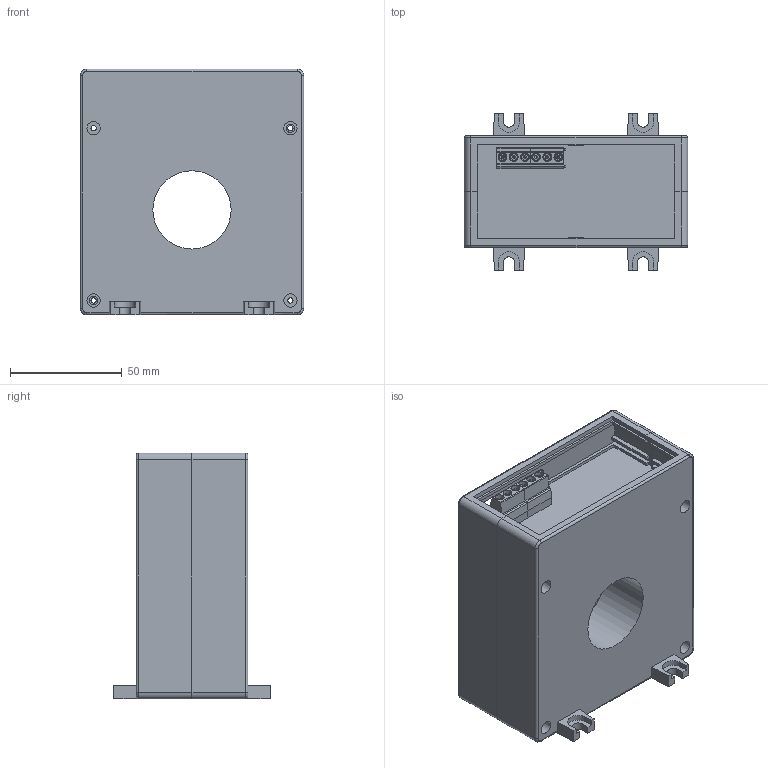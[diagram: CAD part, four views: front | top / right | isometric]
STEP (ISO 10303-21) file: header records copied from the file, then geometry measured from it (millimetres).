
FILE_DESCRIPTION(/* description */ (''),/* implementation_level */ '2;1');
FILE_NAME(/* name */ 'FILE_STP_CAD_DRAWING_3D_RTB035_prt.stp',/* time_stamp */ '2024-04-22T08:43:53+02:00',/* author */ (''),/* organization */ (''),/* preprocessor_version */ 'ST-DEVELOPER v16.7',/* originating_system */ 'SIEMENS PLM Software NX 12.0',/* authorisation */ '');
FILE_SCHEMA (('AUTOMOTIVE_DESIGN { 1 0 10303 214 3 1 1 1 }'));
Length unit declared in the file: millimetre
Products named in the file (1): 3D_RTB035
Bounding box: 100 x 70 x 110 mm (x, y, z)
Surface area: 67388.6 mm2 (no closed solid volume)
Topology: 0 solids, 24 shells, 358 faces, 1457 edges, 1099 vertices
Faces by surface type: plane 276, cylinder 56, torus 20, cone 6
Full cylindrical faces by diameter (mm): 4 x6, 6 x8, 35 x2, 38 x2
Entity records: 16052 total; most frequent: CARTESIAN_POINT 4176, DIRECTION 2286, ORIENTED_EDGE 2072, EDGE_CURVE 1433, LINE 1192, VECTOR 1192, VERTEX_POINT 1098, AXIS2_PLACEMENT_3D 547
